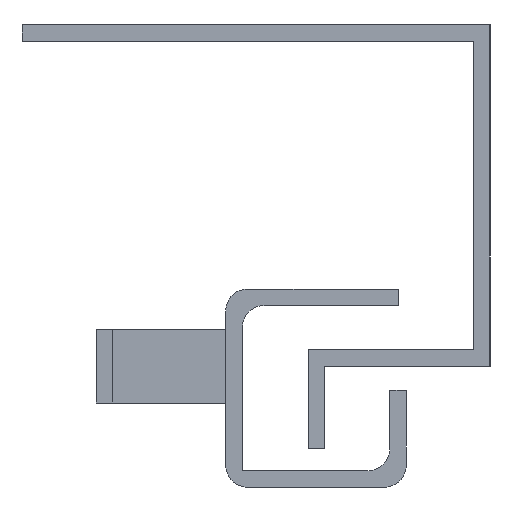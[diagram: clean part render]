
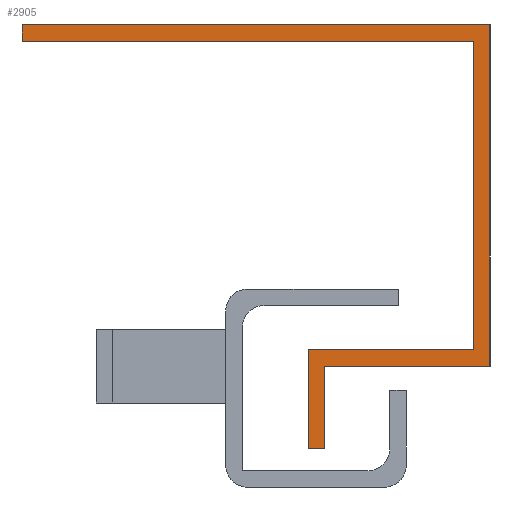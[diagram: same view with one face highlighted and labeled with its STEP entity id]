
A CAD part, left-side view. The second image highlights one B-rep face of the part: STEP entity #2905.
In plain terms, the highlighted planar face has unit normal (-1, 0, 0).
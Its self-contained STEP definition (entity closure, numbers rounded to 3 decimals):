
#38 = PLANE ( 'NONE',  #3577 ) ;
#93 = CARTESIAN_POINT ( 'NONE',  ( 0., 0., 0. ) ) ;
#375 = CARTESIAN_POINT ( 'NONE',  ( 0., 16.5, -38.5 ) ) ;
#409 = EDGE_LOOP ( 'NONE', ( #4143, #4615, #6160, #2896, #5341, #1723, #5081, #5291, #3481, #1209 ) ) ;
#457 = CARTESIAN_POINT ( 'NONE',  ( 0., 16.5, -38.5 ) ) ;
#523 = VECTOR ( 'NONE', #5177, 1000. ) ;
#632 = DIRECTION ( 'NONE',  ( 0., 0., 1. ) ) ;
#639 = CARTESIAN_POINT ( 'NONE',  ( 0., 42.5, 0. ) ) ;
#776 = DIRECTION ( 'NONE',  ( 0., 1., 0. ) ) ;
#788 = CARTESIAN_POINT ( 'NONE',  ( 0., 15., -31. ) ) ;
#851 = CARTESIAN_POINT ( 'NONE',  ( 0., 42.5, 0. ) ) ;
#877 = VERTEX_POINT ( 'NONE', #788 ) ;
#964 = DIRECTION ( 'NONE',  ( 0., 0., 1. ) ) ;
#1031 = VECTOR ( 'NONE', #632, 1000. ) ;
#1209 = ORIENTED_EDGE ( 'NONE', *, *, #2155, .T. ) ;
#1364 = CARTESIAN_POINT ( 'NONE',  ( 0., 42.5, -1.5 ) ) ;
#1407 = CARTESIAN_POINT ( 'NONE',  ( 0., 1.5, -1.5 ) ) ;
#1421 = LINE ( 'NONE', #1364, #4256 ) ;
#1723 = ORIENTED_EDGE ( 'NONE', *, *, #2473, .T. ) ;
#1842 = DIRECTION ( 'NONE',  ( 0., -1., 0. ) ) ;
#1913 = CARTESIAN_POINT ( 'NONE',  ( 0., 42.5, -1.5 ) ) ;
#1978 = VECTOR ( 'NONE', #1842, 1000. ) ;
#1981 = DIRECTION ( 'NONE',  ( 1., 0., 0. ) ) ;
#2155 = EDGE_CURVE ( 'NONE', #6048, #877, #3067, .T. ) ;
#2195 = EDGE_CURVE ( 'NONE', #3525, #3327, #4591, .T. ) ;
#2198 = CARTESIAN_POINT ( 'NONE',  ( 0., 0., 0. ) ) ;
#2294 = CARTESIAN_POINT ( 'NONE',  ( 0., 0., -31. ) ) ;
#2297 = LINE ( 'NONE', #851, #523 ) ;
#2309 = CARTESIAN_POINT ( 'NONE',  ( 0., 16.5, -29.5 ) ) ;
#2318 = EDGE_CURVE ( 'NONE', #3327, #5695, #2297, .T. ) ;
#2473 = EDGE_CURVE ( 'NONE', #5426, #6071, #5830, .T. ) ;
#2493 = DIRECTION ( 'NONE',  ( 0., -1., 0. ) ) ;
#2618 = CARTESIAN_POINT ( 'NONE',  ( 0., 15., -38.5 ) ) ;
#2718 = CARTESIAN_POINT ( 'NONE',  ( 0., 0., 0. ) ) ;
#2891 = CARTESIAN_POINT ( 'NONE',  ( 0., 16.5, -29.5 ) ) ;
#2896 = ORIENTED_EDGE ( 'NONE', *, *, #2318, .T. ) ;
#2900 = DIRECTION ( 'NONE',  ( 0., 0., -1. ) ) ;
#2905 = ADVANCED_FACE ( 'NONE', ( #2950 ), #38, .F. ) ;
#2950 = FACE_OUTER_BOUND ( 'NONE', #409, .T. ) ;
#3067 = LINE ( 'NONE', #5047, #1031 ) ;
#3138 = EDGE_CURVE ( 'NONE', #877, #3932, #6315, .T. ) ;
#3225 = CARTESIAN_POINT ( 'NONE',  ( 0., 1.5, -29.5 ) ) ;
#3247 = LINE ( 'NONE', #2309, #4775 ) ;
#3270 = VECTOR ( 'NONE', #3310, 1000. ) ;
#3310 = DIRECTION ( 'NONE',  ( 0., -1., 0. ) ) ;
#3327 = VERTEX_POINT ( 'NONE', #639 ) ;
#3410 = CARTESIAN_POINT ( 'NONE',  ( 0., 0., -31. ) ) ;
#3481 = ORIENTED_EDGE ( 'NONE', *, *, #5321, .T. ) ;
#3505 = VECTOR ( 'NONE', #4172, 1000. ) ;
#3525 = VERTEX_POINT ( 'NONE', #2718 ) ;
#3577 = AXIS2_PLACEMENT_3D ( 'NONE', #93, #1981, #4924 ) ;
#3932 = VERTEX_POINT ( 'NONE', #2294 ) ;
#4143 = ORIENTED_EDGE ( 'NONE', *, *, #3138, .T. ) ;
#4172 = DIRECTION ( 'NONE',  ( 0., 1., 0. ) ) ;
#4219 = LINE ( 'NONE', #3410, #5077 ) ;
#4245 = VECTOR ( 'NONE', #776, 1000. ) ;
#4256 = VECTOR ( 'NONE', #2493, 1000. ) ;
#4420 = EDGE_CURVE ( 'NONE', #6071, #5003, #6252, .T. ) ;
#4438 = CARTESIAN_POINT ( 'NONE',  ( 0., 1.5, -1.5 ) ) ;
#4591 = LINE ( 'NONE', #2198, #3505 ) ;
#4603 = VERTEX_POINT ( 'NONE', #457 ) ;
#4615 = ORIENTED_EDGE ( 'NONE', *, *, #4905, .T. ) ;
#4775 = VECTOR ( 'NONE', #6222, 1000. ) ;
#4905 = EDGE_CURVE ( 'NONE', #3932, #3525, #4219, .T. ) ;
#4924 = DIRECTION ( 'NONE',  ( 0., 0., 1. ) ) ;
#4974 = CARTESIAN_POINT ( 'NONE',  ( 0., 1.5, -29.5 ) ) ;
#5003 = VERTEX_POINT ( 'NONE', #2891 ) ;
#5047 = CARTESIAN_POINT ( 'NONE',  ( 0., 15., -38.5 ) ) ;
#5077 = VECTOR ( 'NONE', #964, 1000. ) ;
#5081 = ORIENTED_EDGE ( 'NONE', *, *, #4420, .T. ) ;
#5177 = DIRECTION ( 'NONE',  ( 0., 0., -1. ) ) ;
#5218 = CARTESIAN_POINT ( 'NONE',  ( 0., 15., -31. ) ) ;
#5276 = LINE ( 'NONE', #375, #1978 ) ;
#5291 = ORIENTED_EDGE ( 'NONE', *, *, #5505, .T. ) ;
#5321 = EDGE_CURVE ( 'NONE', #4603, #6048, #5276, .T. ) ;
#5341 = ORIENTED_EDGE ( 'NONE', *, *, #5417, .T. ) ;
#5417 = EDGE_CURVE ( 'NONE', #5695, #5426, #1421, .T. ) ;
#5426 = VERTEX_POINT ( 'NONE', #4438 ) ;
#5505 = EDGE_CURVE ( 'NONE', #5003, #4603, #3247, .T. ) ;
#5695 = VERTEX_POINT ( 'NONE', #1913 ) ;
#5830 = LINE ( 'NONE', #1407, #5874 ) ;
#5874 = VECTOR ( 'NONE', #2900, 1000. ) ;
#6048 = VERTEX_POINT ( 'NONE', #2618 ) ;
#6071 = VERTEX_POINT ( 'NONE', #4974 ) ;
#6160 = ORIENTED_EDGE ( 'NONE', *, *, #2195, .T. ) ;
#6222 = DIRECTION ( 'NONE',  ( 0., 0., -1. ) ) ;
#6252 = LINE ( 'NONE', #3225, #4245 ) ;
#6315 = LINE ( 'NONE', #5218, #3270 ) ;
